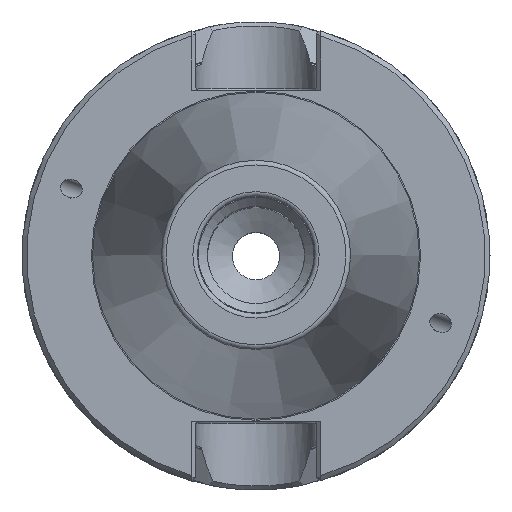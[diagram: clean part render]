
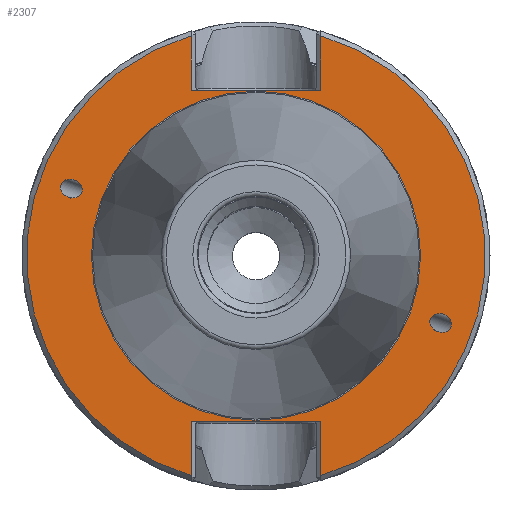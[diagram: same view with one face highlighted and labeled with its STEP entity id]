
A CAD part, top view. The second image highlights one B-rep face of the part: STEP entity #2307.
In plain terms, the highlighted planar face has unit normal (0, 0, 1).
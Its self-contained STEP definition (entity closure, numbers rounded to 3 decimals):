
#30=LINE('',#3369,#84);
#31=LINE('',#3371,#85);
#32=LINE('',#3373,#86);
#33=LINE('',#3374,#87);
#34=LINE('',#3376,#88);
#35=LINE('',#3378,#89);
#84=VECTOR('',#2810,1000.);
#85=VECTOR('',#2811,1000.);
#86=VECTOR('',#2812,1000.);
#87=VECTOR('',#2813,1000.);
#88=VECTOR('',#2814,1000.);
#89=VECTOR('',#2815,1000.);
#130=ELLIPSE('',#2467,2.381,1.95);
#131=ELLIPSE('',#2469,2.381,1.95);
#145=PLANE('',#2479);
#263=CIRCLE('',#2465,35.164);
#264=CIRCLE('',#2475,49.);
#267=CIRCLE('',#2480,49.);
#431=ORIENTED_EDGE('',*,*,#743,.F.);
#432=ORIENTED_EDGE('',*,*,#761,.T.);
#433=ORIENTED_EDGE('',*,*,#762,.T.);
#434=ORIENTED_EDGE('',*,*,#763,.T.);
#435=ORIENTED_EDGE('',*,*,#764,.T.);
#436=ORIENTED_EDGE('',*,*,#755,.T.);
#437=ORIENTED_EDGE('',*,*,#765,.T.);
#438=ORIENTED_EDGE('',*,*,#766,.T.);
#439=ORIENTED_EDGE('',*,*,#767,.T.);
#440=ORIENTED_EDGE('',*,*,#742,.F.);
#441=ORIENTED_EDGE('',*,*,#741,.F.);
#741=EDGE_CURVE('',#936,#936,#263,.T.);
#742=EDGE_CURVE('',#937,#937,#130,.T.);
#743=EDGE_CURVE('',#938,#938,#131,.T.);
#755=EDGE_CURVE('',#950,#949,#264,.T.);
#761=EDGE_CURVE('',#953,#954,#267,.T.);
#762=EDGE_CURVE('',#954,#955,#30,.T.);
#763=EDGE_CURVE('',#955,#956,#31,.T.);
#764=EDGE_CURVE('',#956,#950,#32,.T.);
#765=EDGE_CURVE('',#949,#957,#33,.T.);
#766=EDGE_CURVE('',#957,#958,#34,.T.);
#767=EDGE_CURVE('',#958,#953,#35,.T.);
#936=VERTEX_POINT('',#3296);
#937=VERTEX_POINT('',#3299);
#938=VERTEX_POINT('',#3302);
#949=VERTEX_POINT('',#3351);
#950=VERTEX_POINT('',#3353);
#953=VERTEX_POINT('',#3367);
#954=VERTEX_POINT('',#3368);
#955=VERTEX_POINT('',#3370);
#956=VERTEX_POINT('',#3372);
#957=VERTEX_POINT('',#3375);
#958=VERTEX_POINT('',#3377);
#1193=EDGE_LOOP('',(#431));
#1194=EDGE_LOOP('',(#432,#433,#434,#435,#436,#437,#438,#439));
#1195=EDGE_LOOP('',(#440));
#1196=EDGE_LOOP('',(#441));
#1377=FACE_BOUND('',#1193,.T.);
#1378=FACE_BOUND('',#1194,.T.);
#1379=FACE_BOUND('',#1195,.T.);
#1380=FACE_BOUND('',#1196,.T.);
#2307=ADVANCED_FACE('',(#1377,#1378,#1379,#1380),#145,.T.);
#2465=AXIS2_PLACEMENT_3D('',#3295,#2770,#2771);
#2467=AXIS2_PLACEMENT_3D('',#3298,#2774,#2775);
#2469=AXIS2_PLACEMENT_3D('',#3301,#2778,#2779);
#2475=AXIS2_PLACEMENT_3D('',#3352,#2796,#2797);
#2479=AXIS2_PLACEMENT_3D('',#3365,#2806,#2807);
#2480=AXIS2_PLACEMENT_3D('',#3366,#2808,#2809);
#2770=DIRECTION('',(0.,0.,1.));
#2771=DIRECTION('',(1.,0.,0.));
#2774=DIRECTION('',(0.,0.,1.));
#2775=DIRECTION('',(-0.94,0.342,0.));
#2778=DIRECTION('',(0.,0.,1.));
#2779=DIRECTION('',(0.94,-0.342,0.));
#2796=DIRECTION('',(0.,0.,1.));
#2797=DIRECTION('',(1.,0.,0.));
#2806=DIRECTION('',(0.,0.,1.));
#2807=DIRECTION('',(1.,0.,0.));
#2808=DIRECTION('',(0.,0.,1.));
#2809=DIRECTION('',(1.,0.,0.));
#2810=DIRECTION('',(0.,1.,0.));
#2811=DIRECTION('',(1.,0.,0.));
#2812=DIRECTION('',(0.,-1.,0.));
#2813=DIRECTION('',(0.,-1.,0.));
#2814=DIRECTION('',(-1.,0.,0.));
#2815=DIRECTION('',(0.,1.,0.));
#3295=CARTESIAN_POINT('',(0.,0.,-3.));
#3296=CARTESIAN_POINT('',(35.164,0.,-3.));
#3298=CARTESIAN_POINT('',(39.467,-14.365,-3.));
#3299=CARTESIAN_POINT('',(37.23,-13.551,-3.));
#3301=CARTESIAN_POINT('',(-39.467,14.365,-3.));
#3302=CARTESIAN_POINT('',(-37.23,13.551,-3.));
#3351=CARTESIAN_POINT('',(13.85,47.002,-3.));
#3352=CARTESIAN_POINT('',(0.,0.,-3.));
#3353=CARTESIAN_POINT('',(13.85,-47.002,-3.));
#3365=CARTESIAN_POINT('',(35.164,0.,-3.));
#3366=CARTESIAN_POINT('',(0.,0.,-3.));
#3367=CARTESIAN_POINT('',(-13.85,47.002,-3.));
#3368=CARTESIAN_POINT('',(-13.85,-47.002,-3.));
#3369=CARTESIAN_POINT('',(-13.85,0.,-3.));
#3370=CARTESIAN_POINT('',(-13.85,-35.35,-3.));
#3371=CARTESIAN_POINT('',(35.164,-35.35,-3.));
#3372=CARTESIAN_POINT('',(13.85,-35.35,-3.));
#3373=CARTESIAN_POINT('',(13.85,0.,-3.));
#3374=CARTESIAN_POINT('',(13.85,0.,-3.));
#3375=CARTESIAN_POINT('',(13.85,35.35,-3.));
#3376=CARTESIAN_POINT('',(35.164,35.35,-3.));
#3377=CARTESIAN_POINT('',(-13.85,35.35,-3.));
#3378=CARTESIAN_POINT('',(-13.85,0.,-3.));
